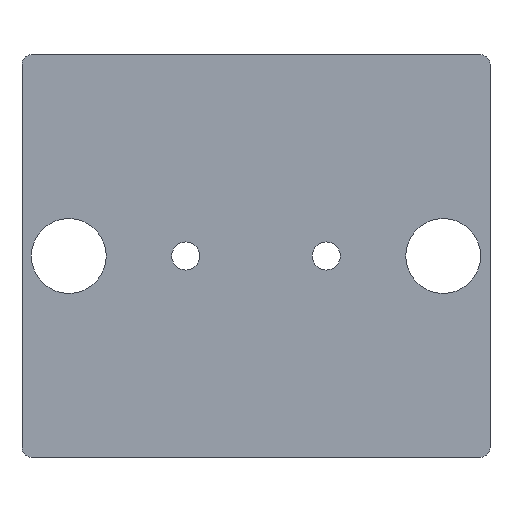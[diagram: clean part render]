
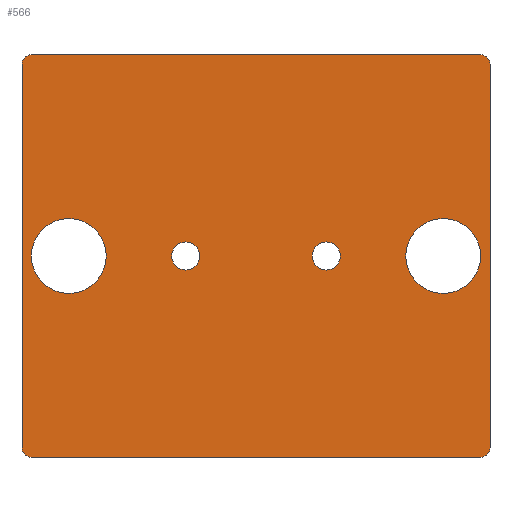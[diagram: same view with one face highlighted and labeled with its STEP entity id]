
A CAD part, front view. The second image highlights one B-rep face of the part: STEP entity #566.
In plain terms, the highlighted planar face has unit normal (0, -1, 0).
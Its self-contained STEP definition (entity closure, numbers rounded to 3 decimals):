
#27=FACE_BOUND('',#129,.T.);
#28=FACE_BOUND('',#130,.T.);
#29=FACE_BOUND('',#131,.T.);
#30=FACE_BOUND('',#132,.T.);
#44=PLANE('',#662);
#82=FACE_OUTER_BOUND('',#128,.T.);
#128=EDGE_LOOP('',(#505,#506,#507,#508,#509,#510,#511,#512));
#129=EDGE_LOOP('',(#513));
#130=EDGE_LOOP('',(#514));
#131=EDGE_LOOP('',(#515));
#132=EDGE_LOOP('',(#516));
#150=LINE('',#990,#178);
#153=LINE('',#998,#181);
#156=LINE('',#1006,#184);
#159=LINE('',#1014,#187);
#178=VECTOR('',#820,10.);
#181=VECTOR('',#829,10.);
#184=VECTOR('',#838,10.);
#187=VECTOR('',#847,10.);
#190=CIRCLE('',#583,1.5);
#192=CIRCLE('',#586,1.5);
#194=CIRCLE('',#589,4.);
#196=CIRCLE('',#592,4.);
#233=CIRCLE('',#651,1.);
#234=CIRCLE('',#654,1.);
#235=CIRCLE('',#657,1.);
#236=CIRCLE('',#660,1.);
#238=VERTEX_POINT('',#861);
#240=VERTEX_POINT('',#867);
#242=VERTEX_POINT('',#873);
#244=VERTEX_POINT('',#879);
#281=VERTEX_POINT('',#987);
#282=VERTEX_POINT('',#989);
#283=VERTEX_POINT('',#993);
#284=VERTEX_POINT('',#997);
#285=VERTEX_POINT('',#1001);
#286=VERTEX_POINT('',#1005);
#287=VERTEX_POINT('',#1009);
#288=VERTEX_POINT('',#1013);
#291=EDGE_CURVE('',#238,#238,#190,.T.);
#294=EDGE_CURVE('',#240,#240,#192,.T.);
#297=EDGE_CURVE('',#242,#242,#194,.T.);
#300=EDGE_CURVE('',#244,#244,#196,.T.);
#350=EDGE_CURVE('',#282,#281,#150,.T.);
#352=EDGE_CURVE('',#283,#282,#233,.T.);
#354=EDGE_CURVE('',#284,#283,#153,.T.);
#356=EDGE_CURVE('',#285,#284,#234,.T.);
#358=EDGE_CURVE('',#286,#285,#156,.T.);
#360=EDGE_CURVE('',#287,#286,#235,.T.);
#362=EDGE_CURVE('',#288,#287,#159,.T.);
#364=EDGE_CURVE('',#281,#288,#236,.T.);
#505=ORIENTED_EDGE('',*,*,#364,.T.);
#506=ORIENTED_EDGE('',*,*,#362,.T.);
#507=ORIENTED_EDGE('',*,*,#360,.T.);
#508=ORIENTED_EDGE('',*,*,#358,.T.);
#509=ORIENTED_EDGE('',*,*,#356,.T.);
#510=ORIENTED_EDGE('',*,*,#354,.T.);
#511=ORIENTED_EDGE('',*,*,#352,.T.);
#512=ORIENTED_EDGE('',*,*,#350,.T.);
#513=ORIENTED_EDGE('',*,*,#291,.T.);
#514=ORIENTED_EDGE('',*,*,#294,.T.);
#515=ORIENTED_EDGE('',*,*,#297,.T.);
#516=ORIENTED_EDGE('',*,*,#300,.T.);
#566=ADVANCED_FACE('',(#82,#27,#28,#29,#30),#44,.F.);
#583=AXIS2_PLACEMENT_3D('',#863,#670,#671);
#586=AXIS2_PLACEMENT_3D('',#869,#677,#678);
#589=AXIS2_PLACEMENT_3D('',#875,#684,#685);
#592=AXIS2_PLACEMENT_3D('',#881,#691,#692);
#651=AXIS2_PLACEMENT_3D('',#994,#824,#825);
#654=AXIS2_PLACEMENT_3D('',#1002,#833,#834);
#657=AXIS2_PLACEMENT_3D('',#1010,#842,#843);
#660=AXIS2_PLACEMENT_3D('',#1017,#851,#852);
#662=AXIS2_PLACEMENT_3D('',#1019,#855,#856);
#670=DIRECTION('center_axis',(0.,1.,0.));
#671=DIRECTION('ref_axis',(1.,0.,0.));
#677=DIRECTION('center_axis',(0.,1.,0.));
#678=DIRECTION('ref_axis',(1.,0.,0.));
#684=DIRECTION('center_axis',(0.,1.,0.));
#685=DIRECTION('ref_axis',(1.,0.,0.));
#691=DIRECTION('center_axis',(0.,1.,0.));
#692=DIRECTION('ref_axis',(1.,0.,0.));
#820=DIRECTION('',(-1.,0.,0.));
#824=DIRECTION('center_axis',(0.,-1.,0.));
#825=DIRECTION('ref_axis',(0.,0.,1.));
#829=DIRECTION('',(0.,0.,1.));
#833=DIRECTION('center_axis',(0.,-1.,0.));
#834=DIRECTION('ref_axis',(1.,0.,0.));
#838=DIRECTION('',(1.,0.,0.));
#842=DIRECTION('center_axis',(0.,-1.,0.));
#843=DIRECTION('ref_axis',(0.,0.,-1.));
#847=DIRECTION('',(0.,0.,-1.));
#851=DIRECTION('center_axis',(0.,-1.,0.));
#852=DIRECTION('ref_axis',(-1.,0.,0.));
#855=DIRECTION('center_axis',(0.,1.,0.));
#856=DIRECTION('ref_axis',(1.,0.,0.));
#861=CARTESIAN_POINT('',(-9.,-3.,0.));
#863=CARTESIAN_POINT('Origin',(-7.5,-3.,0.));
#867=CARTESIAN_POINT('',(6.,-3.,0.));
#869=CARTESIAN_POINT('Origin',(7.5,-3.,0.));
#873=CARTESIAN_POINT('',(-24.,-3.,0.));
#875=CARTESIAN_POINT('Origin',(-20.,-3.,0.));
#879=CARTESIAN_POINT('',(16.,-3.,0.));
#881=CARTESIAN_POINT('Origin',(20.,-3.,0.));
#987=CARTESIAN_POINT('',(-24.,-3.,21.5));
#989=CARTESIAN_POINT('',(24.,-3.,21.5));
#990=CARTESIAN_POINT('',(-24.,-3.,21.5));
#993=CARTESIAN_POINT('',(25.,-3.,20.5));
#994=CARTESIAN_POINT('Origin',(24.,-3.,20.5));
#997=CARTESIAN_POINT('',(25.,-3.,-20.5));
#998=CARTESIAN_POINT('',(25.,-3.,20.5));
#1001=CARTESIAN_POINT('',(24.,-3.,-21.5));
#1002=CARTESIAN_POINT('Origin',(24.,-3.,-20.5));
#1005=CARTESIAN_POINT('',(-24.,-3.,-21.5));
#1006=CARTESIAN_POINT('',(24.,-3.,-21.5));
#1009=CARTESIAN_POINT('',(-25.,-3.,-20.5));
#1010=CARTESIAN_POINT('Origin',(-24.,-3.,-20.5));
#1013=CARTESIAN_POINT('',(-25.,-3.,20.5));
#1014=CARTESIAN_POINT('',(-25.,-3.,-20.5));
#1017=CARTESIAN_POINT('Origin',(-24.,-3.,20.5));
#1019=CARTESIAN_POINT('Origin',(0.,-3.,0.));
